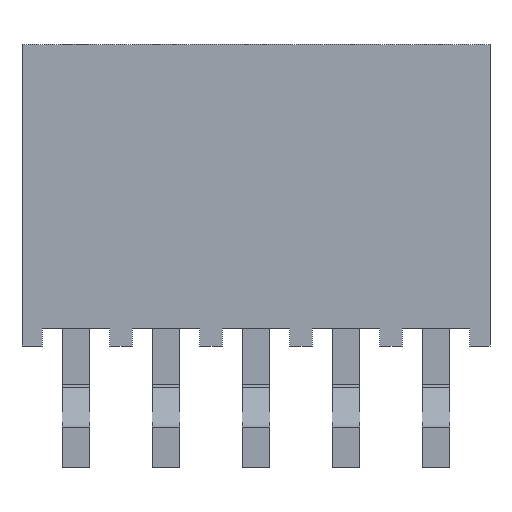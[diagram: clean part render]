
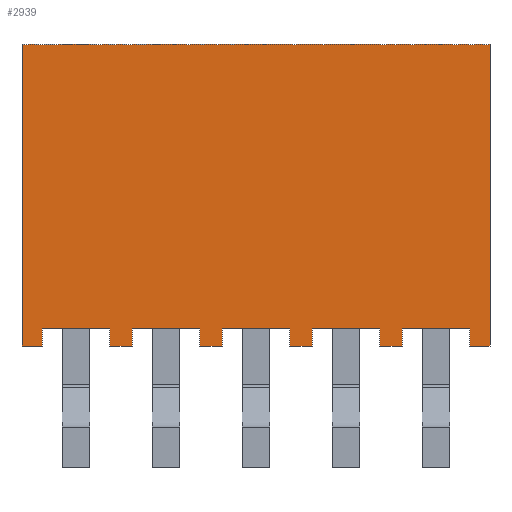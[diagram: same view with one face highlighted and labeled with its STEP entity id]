
A CAD part, front view. The second image highlights one B-rep face of the part: STEP entity #2939.
In plain terms, the highlighted face is planar.
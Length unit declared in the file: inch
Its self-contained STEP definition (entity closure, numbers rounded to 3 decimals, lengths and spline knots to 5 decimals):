
#115=ORIENTED_EDGE('',*,*,#979,.F.);
#116=ORIENTED_EDGE('',*,*,#980,.T.);
#117=ORIENTED_EDGE('',*,*,#981,.F.);
#118=ORIENTED_EDGE('',*,*,#982,.F.);
#119=ORIENTED_EDGE('',*,*,#983,.T.);
#120=ORIENTED_EDGE('',*,*,#984,.T.);
#121=ORIENTED_EDGE('',*,*,#985,.F.);
#122=ORIENTED_EDGE('',*,*,#986,.F.);
#123=ORIENTED_EDGE('',*,*,#987,.F.);
#124=ORIENTED_EDGE('',*,*,#988,.T.);
#125=ORIENTED_EDGE('',*,*,#989,.F.);
#126=ORIENTED_EDGE('',*,*,#990,.F.);
#127=ORIENTED_EDGE('',*,*,#991,.F.);
#128=ORIENTED_EDGE('',*,*,#992,.T.);
#129=ORIENTED_EDGE('',*,*,#993,.F.);
#130=ORIENTED_EDGE('',*,*,#994,.F.);
#131=ORIENTED_EDGE('',*,*,#995,.F.);
#132=ORIENTED_EDGE('',*,*,#996,.T.);
#133=ORIENTED_EDGE('',*,*,#997,.F.);
#134=ORIENTED_EDGE('',*,*,#998,.F.);
#135=ORIENTED_EDGE('',*,*,#999,.F.);
#136=ORIENTED_EDGE('',*,*,#1000,.T.);
#137=ORIENTED_EDGE('',*,*,#1001,.F.);
#138=ORIENTED_EDGE('',*,*,#1002,.F.);
#979=EDGE_CURVE('',#1411,#1412,#1699,.T.);
#980=EDGE_CURVE('',#1411,#1413,#1700,.T.);
#981=EDGE_CURVE('',#1414,#1413,#1701,.T.);
#982=EDGE_CURVE('',#1415,#1414,#1702,.T.);
#983=EDGE_CURVE('',#1415,#1416,#1703,.T.);
#984=EDGE_CURVE('',#1416,#1417,#1704,.T.);
#985=EDGE_CURVE('',#1418,#1417,#1705,.T.);
#986=EDGE_CURVE('',#1419,#1418,#1706,.T.);
#987=EDGE_CURVE('',#1420,#1419,#1707,.T.);
#988=EDGE_CURVE('',#1420,#1421,#1708,.T.);
#989=EDGE_CURVE('',#1422,#1421,#1709,.T.);
#990=EDGE_CURVE('',#1423,#1422,#1710,.T.);
#991=EDGE_CURVE('',#1424,#1423,#1711,.T.);
#992=EDGE_CURVE('',#1424,#1425,#1712,.T.);
#993=EDGE_CURVE('',#1426,#1425,#1713,.T.);
#994=EDGE_CURVE('',#1427,#1426,#1714,.T.);
#995=EDGE_CURVE('',#1428,#1427,#1715,.T.);
#996=EDGE_CURVE('',#1428,#1429,#1716,.T.);
#997=EDGE_CURVE('',#1430,#1429,#1717,.T.);
#998=EDGE_CURVE('',#1431,#1430,#1718,.T.);
#999=EDGE_CURVE('',#1432,#1431,#1719,.T.);
#1000=EDGE_CURVE('',#1432,#1433,#1720,.T.);
#1001=EDGE_CURVE('',#1434,#1433,#1721,.T.);
#1002=EDGE_CURVE('',#1412,#1434,#1722,.T.);
#1411=VERTEX_POINT('',#4156);
#1412=VERTEX_POINT('',#4157);
#1413=VERTEX_POINT('',#4159);
#1414=VERTEX_POINT('',#4161);
#1415=VERTEX_POINT('',#4163);
#1416=VERTEX_POINT('',#4165);
#1417=VERTEX_POINT('',#4167);
#1418=VERTEX_POINT('',#4169);
#1419=VERTEX_POINT('',#4171);
#1420=VERTEX_POINT('',#4173);
#1421=VERTEX_POINT('',#4175);
#1422=VERTEX_POINT('',#4177);
#1423=VERTEX_POINT('',#4179);
#1424=VERTEX_POINT('',#4181);
#1425=VERTEX_POINT('',#4183);
#1426=VERTEX_POINT('',#4185);
#1427=VERTEX_POINT('',#4187);
#1428=VERTEX_POINT('',#4189);
#1429=VERTEX_POINT('',#4191);
#1430=VERTEX_POINT('',#4193);
#1431=VERTEX_POINT('',#4195);
#1432=VERTEX_POINT('',#4197);
#1433=VERTEX_POINT('',#4199);
#1434=VERTEX_POINT('',#4201);
#1699=LINE('',#4155,#2091);
#1700=LINE('',#4158,#2092);
#1701=LINE('',#4160,#2093);
#1702=LINE('',#4162,#2094);
#1703=LINE('',#4164,#2095);
#1704=LINE('',#4166,#2096);
#1705=LINE('',#4168,#2097);
#1706=LINE('',#4170,#2098);
#1707=LINE('',#4172,#2099);
#1708=LINE('',#4174,#2100);
#1709=LINE('',#4176,#2101);
#1710=LINE('',#4178,#2102);
#1711=LINE('',#4180,#2103);
#1712=LINE('',#4182,#2104);
#1713=LINE('',#4184,#2105);
#1714=LINE('',#4186,#2106);
#1715=LINE('',#4188,#2107);
#1716=LINE('',#4190,#2108);
#1717=LINE('',#4192,#2109);
#1718=LINE('',#4194,#2110);
#1719=LINE('',#4196,#2111);
#1720=LINE('',#4198,#2112);
#1721=LINE('',#4200,#2113);
#1722=LINE('',#4202,#2114);
#2091=VECTOR('',#3346,39.37008);
#2092=VECTOR('',#3347,39.37008);
#2093=VECTOR('',#3348,39.37008);
#2094=VECTOR('',#3349,39.37008);
#2095=VECTOR('',#3350,39.37008);
#2096=VECTOR('',#3351,39.37008);
#2097=VECTOR('',#3352,39.37008);
#2098=VECTOR('',#3353,39.37008);
#2099=VECTOR('',#3354,39.37008);
#2100=VECTOR('',#3355,39.37008);
#2101=VECTOR('',#3356,39.37008);
#2102=VECTOR('',#3357,39.37008);
#2103=VECTOR('',#3358,39.37008);
#2104=VECTOR('',#3359,39.37008);
#2105=VECTOR('',#3360,39.37008);
#2106=VECTOR('',#3361,39.37008);
#2107=VECTOR('',#3362,39.37008);
#2108=VECTOR('',#3363,39.37008);
#2109=VECTOR('',#3364,39.37008);
#2110=VECTOR('',#3365,39.37008);
#2111=VECTOR('',#3366,39.37008);
#2112=VECTOR('',#3367,39.37008);
#2113=VECTOR('',#3368,39.37008);
#2114=VECTOR('',#3369,39.37008);
#2460=EDGE_LOOP('',(#115,#116,#117,#118,#119,#120,#121,#122,#123,#124,#125,
#126,#127,#128,#129,#130,#131,#132,#133,#134,#135,#136,#137,#138));
#2632=FACE_BOUND('',#2460,.T.);
#2804=PLANE('',#3120);
#2939=ADVANCED_FACE('',(#2632),#2804,.F.);
#3120=AXIS2_PLACEMENT_3D('',#4154,#3344,#3345);
#3344=DIRECTION('',(0.,0.,-1.));
#3345=DIRECTION('',(-1.,0.,0.));
#3346=DIRECTION('',(0.,1.,0.));
#3347=DIRECTION('',(1.,0.,0.));
#3348=DIRECTION('',(0.,-1.,0.));
#3349=DIRECTION('',(1.,0.,0.));
#3350=DIRECTION('',(0.,-1.,0.));
#3351=DIRECTION('',(1.,0.,0.));
#3352=DIRECTION('',(0.,-1.,0.));
#3353=DIRECTION('',(-1.,0.,0.));
#3354=DIRECTION('',(0.,1.,0.));
#3355=DIRECTION('',(1.,0.,0.));
#3356=DIRECTION('',(0.,-1.,0.));
#3357=DIRECTION('',(-1.,0.,0.));
#3358=DIRECTION('',(0.,1.,0.));
#3359=DIRECTION('',(1.,0.,0.));
#3360=DIRECTION('',(0.,-1.,0.));
#3361=DIRECTION('',(-1.,0.,0.));
#3362=DIRECTION('',(0.,1.,0.));
#3363=DIRECTION('',(1.,0.,0.));
#3364=DIRECTION('',(0.,-1.,0.));
#3365=DIRECTION('',(-1.,0.,0.));
#3366=DIRECTION('',(0.,1.,0.));
#3367=DIRECTION('',(1.,0.,0.));
#3368=DIRECTION('',(0.,-1.,0.));
#3369=DIRECTION('',(-1.,0.,0.));
#4154=CARTESIAN_POINT('',(-0.26,0.335,0.0475));
#4155=CARTESIAN_POINT('',(0.2375,0.,0.0475));
#4156=CARTESIAN_POINT('',(0.2375,0.,0.0475));
#4157=CARTESIAN_POINT('',(0.2375,0.02,0.0475));
#4158=CARTESIAN_POINT('',(-0.26,0.,0.0475));
#4159=CARTESIAN_POINT('',(0.26,0.,0.0475));
#4160=CARTESIAN_POINT('',(0.26,0.335,0.0475));
#4161=CARTESIAN_POINT('',(0.26,0.335,0.0475));
#4162=CARTESIAN_POINT('',(-0.26,0.335,0.0475));
#4163=CARTESIAN_POINT('',(-0.26,0.335,0.0475));
#4164=CARTESIAN_POINT('',(-0.26,0.335,0.0475));
#4165=CARTESIAN_POINT('',(-0.26,0.,0.0475));
#4166=CARTESIAN_POINT('',(-0.26,0.,0.0475));
#4167=CARTESIAN_POINT('',(-0.2375,0.,0.0475));
#4168=CARTESIAN_POINT('',(-0.2375,0.02,0.0475));
#4169=CARTESIAN_POINT('',(-0.2375,0.02,0.0475));
#4170=CARTESIAN_POINT('',(-0.1625,0.02,0.0475));
#4171=CARTESIAN_POINT('',(-0.1625,0.02,0.0475));
#4172=CARTESIAN_POINT('',(-0.1625,0.,0.0475));
#4173=CARTESIAN_POINT('',(-0.1625,0.,0.0475));
#4174=CARTESIAN_POINT('',(-0.26,0.,0.0475));
#4175=CARTESIAN_POINT('',(-0.1375,0.,0.0475));
#4176=CARTESIAN_POINT('',(-0.1375,0.02,0.0475));
#4177=CARTESIAN_POINT('',(-0.1375,0.02,0.0475));
#4178=CARTESIAN_POINT('',(-0.0625,0.02,0.0475));
#4179=CARTESIAN_POINT('',(-0.0625,0.02,0.0475));
#4180=CARTESIAN_POINT('',(-0.0625,0.,0.0475));
#4181=CARTESIAN_POINT('',(-0.0625,0.,0.0475));
#4182=CARTESIAN_POINT('',(-0.26,0.,0.0475));
#4183=CARTESIAN_POINT('',(-0.0375,0.,0.0475));
#4184=CARTESIAN_POINT('',(-0.0375,0.02,0.0475));
#4185=CARTESIAN_POINT('',(-0.0375,0.02,0.0475));
#4186=CARTESIAN_POINT('',(0.0375,0.02,0.0475));
#4187=CARTESIAN_POINT('',(0.0375,0.02,0.0475));
#4188=CARTESIAN_POINT('',(0.0375,0.,0.0475));
#4189=CARTESIAN_POINT('',(0.0375,0.,0.0475));
#4190=CARTESIAN_POINT('',(-0.26,0.,0.0475));
#4191=CARTESIAN_POINT('',(0.0625,0.,0.0475));
#4192=CARTESIAN_POINT('',(0.0625,0.02,0.0475));
#4193=CARTESIAN_POINT('',(0.0625,0.02,0.0475));
#4194=CARTESIAN_POINT('',(0.1375,0.02,0.0475));
#4195=CARTESIAN_POINT('',(0.1375,0.02,0.0475));
#4196=CARTESIAN_POINT('',(0.1375,0.,0.0475));
#4197=CARTESIAN_POINT('',(0.1375,0.,0.0475));
#4198=CARTESIAN_POINT('',(-0.26,0.,0.0475));
#4199=CARTESIAN_POINT('',(0.1625,0.,0.0475));
#4200=CARTESIAN_POINT('',(0.1625,0.02,0.0475));
#4201=CARTESIAN_POINT('',(0.1625,0.02,0.0475));
#4202=CARTESIAN_POINT('',(0.2375,0.02,0.0475));
